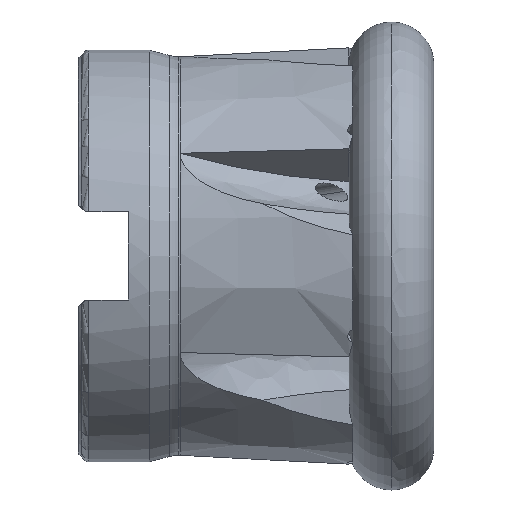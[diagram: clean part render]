
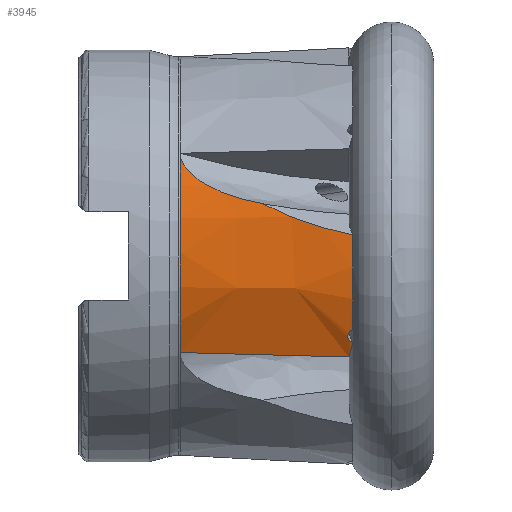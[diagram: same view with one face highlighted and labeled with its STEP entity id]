
A CAD part, front view. The second image highlights one B-rep face of the part: STEP entity #3945.
In plain terms, the highlighted conical face has half-angle 3 degrees and reference radius 29.375 mm.
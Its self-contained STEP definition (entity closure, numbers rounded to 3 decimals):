
#44 = CARTESIAN_POINT ( 'NONE',  ( -12.253, -29.046, 3.411 ) ) ;
#65 = CARTESIAN_POINT ( 'NONE',  ( -10.643, -27.224, -10.904 ) ) ;
#88 = EDGE_CURVE ( 'NONE', #2057, #720, #4312, .T. ) ;
#95 = CARTESIAN_POINT ( 'NONE',  ( -10.039, -29.205, 2.998 ) ) ;
#202 = CARTESIAN_POINT ( 'NONE',  ( -10.039, -26.716, -12.172 ) ) ;
#251 = DIRECTION ( 'NONE',  ( 1., 0., 0. ) ) ;
#288 = CARTESIAN_POINT ( 'NONE',  ( -10.571, -25.647, -14.23 ) ) ;
#457 = ORIENTED_EDGE ( 'NONE', *, *, #3973, .T. ) ;
#521 = VERTEX_POINT ( 'NONE', #202 ) ;
#524 = CARTESIAN_POINT ( 'NONE',  ( -30.245, -26.55, 9.799 ) ) ;
#543 = CARTESIAN_POINT ( 'NONE',  ( -10.708, -27.143, -11.096 ) ) ;
#606 = VERTEX_POINT ( 'NONE', #1194 ) ;
#720 = VERTEX_POINT ( 'NONE', #871 ) ;
#786 = ORIENTED_EDGE ( 'NONE', *, *, #1558, .F. ) ;
#797 = CARTESIAN_POINT ( 'NONE',  ( -10.571, -25.647, -14.23 ) ) ;
#871 = CARTESIAN_POINT ( 'NONE',  ( -22.693, -27.732, 7.371 ) ) ;
#980 = B_SPLINE_CURVE_WITH_KNOTS ( 'NONE', 3,
 ( #797, #1879, #6101, #3075 ),
 .UNSPECIFIED., .F., .F.,
 ( 4, 4 ),
 ( 0.001, 0.025 ),
 .UNSPECIFIED. ) ;
#1041 = CARTESIAN_POINT ( 'NONE',  ( -34.305, -24.284, 14.116 ) ) ;
#1106 = CARTESIAN_POINT ( 'NONE',  ( -10.571, -25.647, -14.23 ) ) ;
#1194 = CARTESIAN_POINT ( 'NONE',  ( -10.039, -29.205, 2.998 ) ) ;
#1240 = DIRECTION ( 'NONE',  ( 0., 0., -1. ) ) ;
#1299 = EDGE_CURVE ( 'NONE', #521, #3554, #5720, .T. ) ;
#1388 = EDGE_LOOP ( 'NONE', ( #3025, #786, #4853, #457, #4325, #2434, #4580, #6141 ) ) ;
#1558 = EDGE_CURVE ( 'NONE', #720, #606, #6139, .T. ) ;
#1692 = DIRECTION ( 'NONE',  ( 1., 0., 0. ) ) ;
#1860 = AXIS2_PLACEMENT_3D ( 'NONE', #3215, #2682, #3258 ) ;
#1879 = CARTESIAN_POINT ( 'NONE',  ( -18.491, -25.288, -14.022 ) ) ;
#1985 = CONICAL_SURFACE ( 'NONE', #1860, 29.376, 0.052 ) ;
#2057 = VERTEX_POINT ( 'NONE', #3861 ) ;
#2117 = CARTESIAN_POINT ( 'NONE',  ( -28.598, -26.927, 9. ) ) ;
#2165 = CARTESIAN_POINT ( 'NONE',  ( -10.235, -26.736, -12.104 ) ) ;
#2186 = CARTESIAN_POINT ( 'NONE',  ( -33.941, -24.877, 13.081 ) ) ;
#2256 = EDGE_CURVE ( 'NONE', #3011, #3554, #3405, .T. ) ;
#2380 = CARTESIAN_POINT ( 'NONE',  ( -25.111, -27.463, 7.878 ) ) ;
#2434 = ORIENTED_EDGE ( 'NONE', *, *, #2256, .T. ) ;
#2682 = DIRECTION ( 'NONE',  ( 1., 0., 0. ) ) ;
#2706 = CARTESIAN_POINT ( 'NONE',  ( -10.708, -26.985, -11.476 ) ) ;
#2908 = CARTESIAN_POINT ( 'NONE',  ( -27.454, -27.123, 8.58 ) ) ;
#3011 = VERTEX_POINT ( 'NONE', #1106 ) ;
#3025 = ORIENTED_EDGE ( 'NONE', *, *, #4741, .F. ) ;
#3075 = CARTESIAN_POINT ( 'NONE',  ( -34.331, -24.569, -13.607 ) ) ;
#3181 = AXIS2_PLACEMENT_3D ( 'NONE', #3869, #4367, #1240 ) ;
#3215 = CARTESIAN_POINT ( 'NONE',  ( -9.707, 0., 0. ) ) ;
#3258 = DIRECTION ( 'NONE',  ( 0., 0., -1. ) ) ;
#3386 = DIRECTION ( 'NONE',  ( 0., 0., -1. ) ) ;
#3405 =( BOUNDED_CURVE ( )  B_SPLINE_CURVE ( 3, ( #288, #4568, #4056, #3996 ),
 .UNSPECIFIED., .F., .T. ) 
 B_SPLINE_CURVE_WITH_KNOTS ( ( 4, 4 ),
 ( 4.716, 4.785 ),
 .UNSPECIFIED. ) 
 CURVE ( )  GEOMETRIC_REPRESENTATION_ITEM ( )  RATIONAL_B_SPLINE_CURVE ( ( 1., 1., 1., 1. ) ) 
 REPRESENTATION_ITEM ( '' )  );
#3554 = VERTEX_POINT ( 'NONE', #5973 ) ;
#3656 = CARTESIAN_POINT ( 'NONE',  ( -34.331, -24.121, 14.386 ) ) ;
#3737 = CARTESIAN_POINT ( 'NONE',  ( -34.063, -24.735, 13.336 ) ) ;
#3759 = CARTESIAN_POINT ( 'NONE',  ( -10.407, -27.359, -10.596 ) ) ;
#3764 = CARTESIAN_POINT ( 'NONE',  ( -20.72, -28.114, 6.337 ) ) ;
#3789 = CARTESIAN_POINT ( 'NONE',  ( -31.786, -26.095, 10.745 ) ) ;
#3861 = CARTESIAN_POINT ( 'NONE',  ( -34.331, -24.121, 14.386 ) ) ;
#3869 = CARTESIAN_POINT ( 'NONE',  ( -10.039, 0., 0. ) ) ;
#3902 = CARTESIAN_POINT ( 'NONE',  ( -34.331, -24.569, -13.607 ) ) ;
#3933 = EDGE_CURVE ( 'NONE', #521, #6768, #4549, .T. ) ;
#3945 = ADVANCED_FACE ( 'NONE', ( #4106 ), #1985, .T. ) ;
#3973 = EDGE_CURVE ( 'NONE', #2057, #5211, #6723, .T. ) ;
#3996 = CARTESIAN_POINT ( 'NONE',  ( -10.039, -26.586, -12.452 ) ) ;
#4056 = CARTESIAN_POINT ( 'NONE',  ( -10.216, -26.294, -13.055 ) ) ;
#4106 = FACE_OUTER_BOUND ( 'NONE', #1388, .T. ) ;
#4276 = CARTESIAN_POINT ( 'NONE',  ( -33.128, -25.508, 11.912 ) ) ;
#4278 = CARTESIAN_POINT ( 'NONE',  ( -14.423, -28.865, 3.985 ) ) ;
#4292 = CARTESIAN_POINT ( 'NONE',  ( -10.039, -27.448, -10.416 ) ) ;
#4294 = CARTESIAN_POINT ( 'NONE',  ( -30.779, -26.41, 10.094 ) ) ;
#4296 = CARTESIAN_POINT ( 'NONE',  ( -22.693, -27.732, 7.371 ) ) ;
#4312 = B_SPLINE_CURVE_WITH_KNOTS ( 'NONE', 3,
 ( #3656, #1041, #4637, #3737, #2186, #5857, #4276, #5879, #3789, #4294, #524, #2117, #2908, #2380, #4517, #4979 ),
 .UNSPECIFIED., .F., .F.,
 ( 4, 2, 2, 2, 2, 2, 2, 4 ),
 ( 0., 0.001, 0.002, 0.004, 0.006, 0.007, 0.011, 0.015 ),
 .UNSPECIFIED. ) ;
#4325 = ORIENTED_EDGE ( 'NONE', *, *, #5831, .F. ) ;
#4367 = DIRECTION ( 'NONE',  ( 1., 0., 0. ) ) ;
#4517 = CARTESIAN_POINT ( 'NONE',  ( -23.909, -27.606, 7.598 ) ) ;
#4549 = B_SPLINE_CURVE_WITH_KNOTS ( 'NONE', 3,
 ( #6347, #2165, #4757, #5855, #2706, #543, #65, #3759, #5917, #4292 ),
 .UNSPECIFIED., .F., .F.,
 ( 4, 2, 2, 2, 4 ),
 ( 0., 0.001, 0.002, 0.002, 0.003 ),
 .UNSPECIFIED. ) ;
#4568 = CARTESIAN_POINT ( 'NONE',  ( -10.394, -25.98, -13.648 ) ) ;
#4580 = ORIENTED_EDGE ( 'NONE', *, *, #1299, .F. ) ;
#4637 = CARTESIAN_POINT ( 'NONE',  ( -34.244, -24.438, 13.852 ) ) ;
#4741 = EDGE_CURVE ( 'NONE', #606, #6768, #5354, .T. ) ;
#4757 = CARTESIAN_POINT ( 'NONE',  ( -10.405, -26.781, -11.982 ) ) ;
#4808 = CARTESIAN_POINT ( 'NONE',  ( -18.67, -28.397, 5.452 ) ) ;
#4825 = CARTESIAN_POINT ( 'NONE',  ( -34.331, 0., 0. ) ) ;
#4853 = ORIENTED_EDGE ( 'NONE', *, *, #88, .F. ) ;
#4898 = AXIS2_PLACEMENT_3D ( 'NONE', #5001, #251, #3386 ) ;
#4909 = AXIS2_PLACEMENT_3D ( 'NONE', #4825, #1692, #5364 ) ;
#4979 = CARTESIAN_POINT ( 'NONE',  ( -22.693, -27.732, 7.371 ) ) ;
#5001 = CARTESIAN_POINT ( 'NONE',  ( -10.039, 0., 0. ) ) ;
#5211 = VERTEX_POINT ( 'NONE', #3902 ) ;
#5354 = CIRCLE ( 'NONE', #4898, 29.358 ) ;
#5364 = DIRECTION ( 'NONE',  ( 0., 0., -1. ) ) ;
#5720 = CIRCLE ( 'NONE', #3181, 29.358 ) ;
#5831 = EDGE_CURVE ( 'NONE', #3011, #5211, #980, .T. ) ;
#5855 = CARTESIAN_POINT ( 'NONE',  ( -10.643, -26.906, -11.667 ) ) ;
#5857 = CARTESIAN_POINT ( 'NONE',  ( -33.505, -25.278, 12.351 ) ) ;
#5879 = CARTESIAN_POINT ( 'NONE',  ( -32.262, -25.92, 11.102 ) ) ;
#5917 = CARTESIAN_POINT ( 'NONE',  ( -10.234, -27.415, -10.476 ) ) ;
#5973 = CARTESIAN_POINT ( 'NONE',  ( -10.039, -26.586, -12.452 ) ) ;
#6101 = CARTESIAN_POINT ( 'NONE',  ( -26.411, -24.928, -13.815 ) ) ;
#6139 = B_SPLINE_CURVE_WITH_KNOTS ( 'NONE', 3,
 ( #4296, #3764, #4808, #4278, #44, #95 ),
 .UNSPECIFIED., .F., .F.,
 ( 4, 2, 4 ),
 ( 0., 0.007, 0.014 ),
 .UNSPECIFIED. ) ;
#6141 = ORIENTED_EDGE ( 'NONE', *, *, #3933, .T. ) ;
#6347 = CARTESIAN_POINT ( 'NONE',  ( -10.039, -26.716, -12.172 ) ) ;
#6650 = CARTESIAN_POINT ( 'NONE',  ( -10.039, -27.448, -10.416 ) ) ;
#6723 = CIRCLE ( 'NONE', #4909, 28.085 ) ;
#6768 = VERTEX_POINT ( 'NONE', #6650 ) ;
